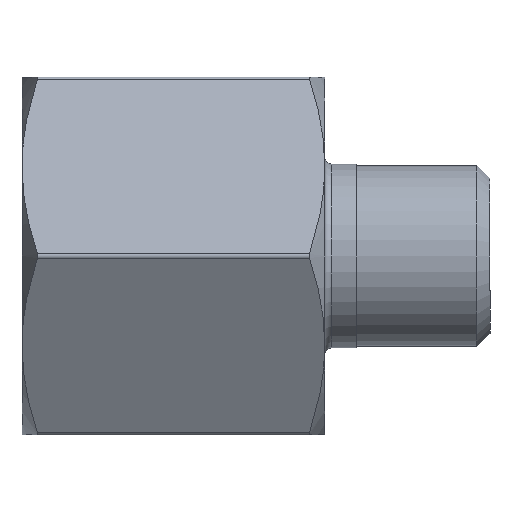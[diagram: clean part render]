
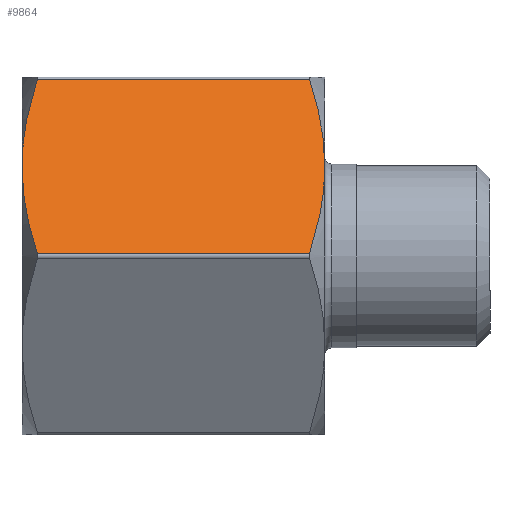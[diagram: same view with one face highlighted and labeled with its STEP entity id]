
A CAD part, front view. The second image highlights one B-rep face of the part: STEP entity #9864.
In plain terms, the highlighted planar face has unit normal (0, -0.866, 0.5).
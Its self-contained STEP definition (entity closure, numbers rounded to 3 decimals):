
#296 = VERTEX_POINT ( 'NONE', #1748 ) ;
#301 = VERTEX_POINT ( 'NONE', #1737 ) ;
#324 = VERTEX_POINT ( 'NONE', #1755 ) ;
#350 = VERTEX_POINT ( 'NONE', #5498 ) ;
#354 = VERTEX_POINT ( 'NONE', #5508 ) ;
#364 = VERTEX_POINT ( 'NONE', #5511 ) ;
#402 = EDGE_LOOP ( 'NONE', ( #3057, #5348, #5374, #5369, #5365, #3037 ) ) ;
#1567 = VECTOR ( 'NONE', #8547, 1000. ) ;
#1737 = CARTESIAN_POINT ( 'NONE',  ( 20.888, -14.925, 0.15 ) ) ;
#1748 = CARTESIAN_POINT ( 'NONE',  ( 0., -11.258, 6.5 ) ) ;
#1755 = CARTESIAN_POINT ( 'NONE',  ( 1.112, -7.592, 12.85 ) ) ;
#3037 = ORIENTED_EDGE ( 'NONE', *, *, #10094, .T. ) ;
#3057 = ORIENTED_EDGE ( 'NONE', *, *, #10033, .F. ) ;
#3835 = PLANE ( 'NONE',  #6587 ) ;
#3847 = FACE_OUTER_BOUND ( 'NONE', #402, .T. ) ;
#3865 = CARTESIAN_POINT ( 'NONE',  ( 11., -15.011, 0. ) ) ;
#3869 = DIRECTION ( 'NONE',  ( 0., -0.866, 0.5 ) ) ;
#3883 = DIRECTION ( 'NONE',  ( 0., 0.5, 0.866 ) ) ;
#4504 =( BOUNDED_CURVE ( )  B_SPLINE_CURVE ( 2, ( #8860, #8856, #8852 ),
 .UNSPECIFIED., .F., .T. ) 
 B_SPLINE_CURVE_WITH_KNOTS ( ( 3, 3 ),
 ( 0.318, 1.108 ),
 .UNSPECIFIED. ) 
 CURVE ( )  GEOMETRIC_REPRESENTATION_ITEM ( )  RATIONAL_B_SPLINE_CURVE ( ( 1.03, 1.052, 1. ) ) 
 REPRESENTATION_ITEM ( '' )  );
#4510 =( BOUNDED_CURVE ( )  B_SPLINE_CURVE ( 2, ( #8864, #8884, #8917 ),
 .UNSPECIFIED., .F., .T. ) 
 B_SPLINE_CURVE_WITH_KNOTS ( ( 3, 3 ),
 ( 0.318, 1.108 ),
 .UNSPECIFIED. ) 
 CURVE ( )  GEOMETRIC_REPRESENTATION_ITEM ( )  RATIONAL_B_SPLINE_CURVE ( ( 1.03, 1.052, 1. ) ) 
 REPRESENTATION_ITEM ( '' )  );
#4511 =( BOUNDED_CURVE ( )  B_SPLINE_CURVE ( 2, ( #8932, #8975, #8941 ),
 .UNSPECIFIED., .F., .T. ) 
 B_SPLINE_CURVE_WITH_KNOTS ( ( 3, 3 ),
 ( 1.108, 1.897 ),
 .UNSPECIFIED. ) 
 CURVE ( )  GEOMETRIC_REPRESENTATION_ITEM ( )  RATIONAL_B_SPLINE_CURVE ( ( 1., 1.052, 1.03 ) ) 
 REPRESENTATION_ITEM ( '' )  );
#4530 =( BOUNDED_CURVE ( )  B_SPLINE_CURVE ( 2, ( #8820, #8855, #8842 ),
 .UNSPECIFIED., .F., .T. ) 
 B_SPLINE_CURVE_WITH_KNOTS ( ( 3, 3 ),
 ( 1.108, 1.897 ),
 .UNSPECIFIED. ) 
 CURVE ( )  GEOMETRIC_REPRESENTATION_ITEM ( )  RATIONAL_B_SPLINE_CURVE ( ( 1., 1.052, 1.03 ) ) 
 REPRESENTATION_ITEM ( '' )  );
#5348 = ORIENTED_EDGE ( 'NONE', *, *, #10100, .T. ) ;
#5365 = ORIENTED_EDGE ( 'NONE', *, *, #10106, .T. ) ;
#5369 = ORIENTED_EDGE ( 'NONE', *, *, #10151, .F. ) ;
#5374 = ORIENTED_EDGE ( 'NONE', *, *, #10126, .T. ) ;
#5498 = CARTESIAN_POINT ( 'NONE',  ( 22., -11.258, 6.5 ) ) ;
#5508 = CARTESIAN_POINT ( 'NONE',  ( 1.112, -14.925, 0.15 ) ) ;
#5511 = CARTESIAN_POINT ( 'NONE',  ( 20.888, -7.592, 12.85 ) ) ;
#5785 = VECTOR ( 'NONE', #7993, 1000. ) ;
#6587 = AXIS2_PLACEMENT_3D ( 'NONE', #3865, #3869, #3883 ) ;
#7984 = LINE ( 'NONE', #7988, #5785 ) ;
#7988 = CARTESIAN_POINT ( 'NONE',  ( 11., -7.592, 12.85 ) ) ;
#7993 = DIRECTION ( 'NONE',  ( 1., 0., 0. ) ) ;
#8547 = DIRECTION ( 'NONE',  ( -1., 0., 0. ) ) ;
#8557 = CARTESIAN_POINT ( 'NONE',  ( 11., -14.925, 0.15 ) ) ;
#8581 = LINE ( 'NONE', #8557, #1567 ) ;
#8820 = CARTESIAN_POINT ( 'NONE',  ( 0., -11.258, 6.5 ) ) ;
#8842 = CARTESIAN_POINT ( 'NONE',  ( 1.112, -14.925, 0.15 ) ) ;
#8852 = CARTESIAN_POINT ( 'NONE',  ( 22., -11.258, 6.5 ) ) ;
#8855 = CARTESIAN_POINT ( 'NONE',  ( 0., -12.965, 3.544 ) ) ;
#8856 = CARTESIAN_POINT ( 'NONE',  ( 22., -12.965, 3.544 ) ) ;
#8860 = CARTESIAN_POINT ( 'NONE',  ( 20.888, -14.925, 0.15 ) ) ;
#8864 = CARTESIAN_POINT ( 'NONE',  ( 1.112, -7.592, 12.85 ) ) ;
#8884 = CARTESIAN_POINT ( 'NONE',  ( 0., -9.552, 9.456 ) ) ;
#8917 = CARTESIAN_POINT ( 'NONE',  ( 0., -11.258, 6.5 ) ) ;
#8932 = CARTESIAN_POINT ( 'NONE',  ( 22., -11.258, 6.5 ) ) ;
#8941 = CARTESIAN_POINT ( 'NONE',  ( 20.888, -7.592, 12.85 ) ) ;
#8975 = CARTESIAN_POINT ( 'NONE',  ( 22., -9.552, 9.456 ) ) ;
#9864 = ADVANCED_FACE ( 'NONE', ( #3847 ), #3835, .T. ) ;
#10033 = EDGE_CURVE ( 'NONE', #301, #354, #8581, .T. ) ;
#10094 = EDGE_CURVE ( 'NONE', #296, #354, #4530, .T. ) ;
#10100 = EDGE_CURVE ( 'NONE', #301, #350, #4504, .T. ) ;
#10106 = EDGE_CURVE ( 'NONE', #324, #296, #4510, .T. ) ;
#10126 = EDGE_CURVE ( 'NONE', #350, #364, #4511, .T. ) ;
#10151 = EDGE_CURVE ( 'NONE', #324, #364, #7984, .T. ) ;
